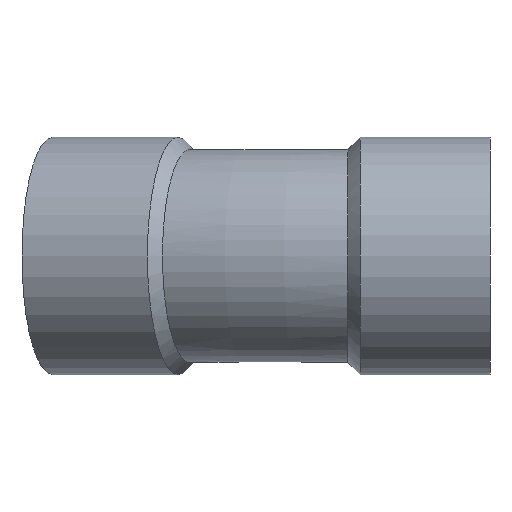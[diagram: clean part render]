
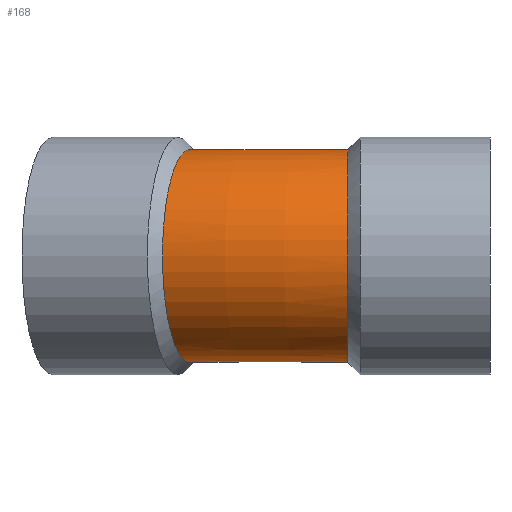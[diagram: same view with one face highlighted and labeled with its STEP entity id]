
A CAD part, left-side view. The second image highlights one B-rep face of the part: STEP entity #168.
In plain terms, the highlighted toroidal (fillet/blend) face has major radius 660.831 mm and minor radius 100 mm.
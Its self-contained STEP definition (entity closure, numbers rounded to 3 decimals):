
#27=TOROIDAL_SURFACE('',#201,660.831,100.);
#30=FACE_OUTER_BOUND('',#42,.T.);
#42=EDGE_LOOP('',(#126,#127,#128,#129,#130,#131));
#57=B_SPLINE_CURVE_WITH_KNOTS('',3,(#286,#287,#288,#289,#290,#291,#292,
#293,#294,#295,#296,#297,#298,#299,#300,#301,#302,#303,#304,#305),
 .UNSPECIFIED.,.F.,.F.,(4,2,2,2,2,2,2,2,2,4),(-63.024,-60.813,
-58.601,-54.692,-50.782,-46.873,
-42.965,-39.062,-35.159,-31.516),
 .UNSPECIFIED.);
#58=B_SPLINE_CURVE_WITH_KNOTS('',3,(#306,#307,#308,#309,#310,#311,#312,
#313,#314,#315,#316,#317,#318,#319,#320,#321,#322,#323,#324,#325),
 .UNSPECIFIED.,.F.,.F.,(4,2,2,2,2,2,2,2,2,4),(-31.516,-31.254,
-27.345,-23.434,-19.525,-15.619,
-11.714,-7.81,-3.906,0.),.UNSPECIFIED.);
#59=B_SPLINE_CURVE_WITH_KNOTS('',3,(#330,#331,#332,#333,#334,#335,#336,
#337,#338,#339,#340,#341,#342,#343,#344,#345,#346,#347,#348,#349),
 .UNSPECIFIED.,.F.,.F.,(4,2,2,2,2,2,2,2,2,4),(-31.515,-31.01,
-27.039,-23.072,-19.102,-15.251,
-11.464,-7.691,-3.883,0.),.UNSPECIFIED.);
#60=B_SPLINE_CURVE_WITH_KNOTS('',3,(#350,#351,#352,#353,#354,#355,#356,
#357,#358,#359,#360,#361,#362,#363,#364,#365,#366,#367,#368,#369),
 .UNSPECIFIED.,.F.,.F.,(4,2,2,2,2,2,2,2,2,4),(-63.023,-60.635,
-58.3,-54.329,-50.358,-46.364,
-42.481,-38.718,-35.001,-31.515),
 .UNSPECIFIED.);
#74=CIRCLE('',#202,560.831);
#86=VERTEX_POINT('',#283);
#87=VERTEX_POINT('',#285);
#88=VERTEX_POINT('',#327);
#89=VERTEX_POINT('',#329);
#101=EDGE_CURVE('',#87,#86,#57,.T.);
#102=EDGE_CURVE('',#86,#87,#58,.T.);
#103=EDGE_CURVE('',#86,#88,#74,.T.);
#104=EDGE_CURVE('',#88,#89,#59,.T.);
#105=EDGE_CURVE('',#89,#88,#60,.T.);
#126=ORIENTED_EDGE('',*,*,#101,.T.);
#127=ORIENTED_EDGE('',*,*,#103,.T.);
#128=ORIENTED_EDGE('',*,*,#104,.T.);
#129=ORIENTED_EDGE('',*,*,#105,.T.);
#130=ORIENTED_EDGE('',*,*,#103,.F.);
#131=ORIENTED_EDGE('',*,*,#102,.T.);
#168=ADVANCED_FACE('',(#30),#27,.T.);
#201=AXIS2_PLACEMENT_3D('',#326,#230,#231);
#202=AXIS2_PLACEMENT_3D('',#328,#232,#233);
#230=DIRECTION('center_axis',(0.,0.,-1.));
#231=DIRECTION('ref_axis',(-1.,0.,0.));
#232=DIRECTION('center_axis',(0.,0.,1.));
#233=DIRECTION('ref_axis',(-1.,0.,0.));
#283=CARTESIAN_POINT('',(116.275,256.127,0.));
#285=CARTESIAN_POINT('',(-76.989,307.701,0.));
#286=CARTESIAN_POINT('Ctrl Pts',(-76.989,307.701,0.));
#287=CARTESIAN_POINT('Ctrl Pts',(-76.989,307.701,-7.373));
#288=CARTESIAN_POINT('Ctrl Pts',(-76.201,307.491,-14.723));
#289=CARTESIAN_POINT('Ctrl Pts',(-73.079,306.657,-29.109));
#290=CARTESIAN_POINT('Ctrl Pts',(-70.755,306.036,-36.1));
#291=CARTESIAN_POINT('Ctrl Pts',(-62.326,303.784,-54.541));
#292=CARTESIAN_POINT('Ctrl Pts',(-54.769,301.766,-65.117));
#293=CARTESIAN_POINT('Ctrl Pts',(-36.16,296.797,-82.677));
#294=CARTESIAN_POINT('Ctrl Pts',(-25.285,293.893,-89.49));
#295=CARTESIAN_POINT('Ctrl Pts',(-1.624,287.576,-98.416));
#296=CARTESIAN_POINT('Ctrl Pts',(10.935,284.224,-100.442));
#297=CARTESIAN_POINT('Ctrl Pts',(36.09,277.511,-99.397));
#298=CARTESIAN_POINT('Ctrl Pts',(48.445,274.215,-96.337));
#299=CARTESIAN_POINT('Ctrl Pts',(71.316,268.114,-85.495));
#300=CARTESIAN_POINT('Ctrl Pts',(81.617,265.367,-77.818));
#301=CARTESIAN_POINT('Ctrl Pts',(98.795,260.787,-58.818));
#302=CARTESIAN_POINT('Ctrl Pts',(105.51,258.997,-47.676));
#303=CARTESIAN_POINT('Ctrl Pts',(114.142,256.696,-24.165));
#304=CARTESIAN_POINT('Ctrl Pts',(116.275,256.127,-12.129));
#305=CARTESIAN_POINT('Ctrl Pts',(116.275,256.127,0.));
#306=CARTESIAN_POINT('Ctrl Pts',(116.275,256.127,0.));
#307=CARTESIAN_POINT('Ctrl Pts',(116.275,256.127,0.872));
#308=CARTESIAN_POINT('Ctrl Pts',(116.264,256.13,1.745));
#309=CARTESIAN_POINT('Ctrl Pts',(115.912,256.224,15.645));
#310=CARTESIAN_POINT('Ctrl Pts',(113.125,256.967,28.479));
#311=CARTESIAN_POINT('Ctrl Pts',(102.948,259.679,52.323));
#312=CARTESIAN_POINT('Ctrl Pts',(95.654,261.624,63.103));
#313=CARTESIAN_POINT('Ctrl Pts',(77.486,266.468,81.155));
#314=CARTESIAN_POINT('Ctrl Pts',(66.787,269.322,88.256));
#315=CARTESIAN_POINT('Ctrl Pts',(43.368,275.569,97.808));
#316=CARTESIAN_POINT('Ctrl Pts',(30.874,278.903,100.171));
#317=CARTESIAN_POINT('Ctrl Pts',(5.721,285.616,99.81));
#318=CARTESIAN_POINT('Ctrl Pts',(-6.699,288.931,97.09));
#319=CARTESIAN_POINT('Ctrl Pts',(-29.832,295.107,86.881));
#320=CARTESIAN_POINT('Ctrl Pts',(-40.324,297.909,79.49));
#321=CARTESIAN_POINT('Ctrl Pts',(-57.985,302.625,60.96));
#322=CARTESIAN_POINT('Ctrl Pts',(-64.985,304.495,49.999));
#323=CARTESIAN_POINT('Ctrl Pts',(-74.533,307.045,25.914));
#324=CARTESIAN_POINT('Ctrl Pts',(-76.989,307.701,13.019));
#325=CARTESIAN_POINT('Ctrl Pts',(-76.989,307.701,0.));
#326=CARTESIAN_POINT('Origin',(660.831,122.,0.));
#327=CARTESIAN_POINT('',(100.116,133.384,0.));
#328=CARTESIAN_POINT('Origin',(660.831,122.,0.));
#329=CARTESIAN_POINT('',(-99.912,133.588,0.));
#330=CARTESIAN_POINT('Ctrl Pts',(100.116,133.384,0.));
#331=CARTESIAN_POINT('Ctrl Pts',(100.116,133.384,-1.679));
#332=CARTESIAN_POINT('Ctrl Pts',(100.073,133.384,-3.359));
#333=CARTESIAN_POINT('Ctrl Pts',(99.321,133.385,-18.259));
#334=CARTESIAN_POINT('Ctrl Pts',(96.035,133.39,-31.216));
#335=CARTESIAN_POINT('Ctrl Pts',(84.615,133.405,-55.083));
#336=CARTESIAN_POINT('Ctrl Pts',(76.6,133.415,-65.76));
#337=CARTESIAN_POINT('Ctrl Pts',(56.871,133.439,-83.385));
#338=CARTESIAN_POINT('Ctrl Pts',(45.35,133.452,-90.156));
#339=CARTESIAN_POINT('Ctrl Pts',(20.714,133.479,-98.691));
#340=CARTESIAN_POINT('Ctrl Pts',(7.886,133.492,-100.52));
#341=CARTESIAN_POINT('Ctrl Pts',(-17.542,133.517,-99.238));
#342=CARTESIAN_POINT('Ctrl Pts',(-29.914,133.529,-96.222));
#343=CARTESIAN_POINT('Ctrl Pts',(-52.841,133.55,-85.768));
#344=CARTESIAN_POINT('Ctrl Pts',(-63.198,133.558,-78.438));
#345=CARTESIAN_POINT('Ctrl Pts',(-80.732,133.573,-60.24));
#346=CARTESIAN_POINT('Ctrl Pts',(-87.719,133.579,-49.506));
#347=CARTESIAN_POINT('Ctrl Pts',(-97.398,133.586,-25.766));
#348=CARTESIAN_POINT('Ctrl Pts',(-99.912,133.588,-12.944));
#349=CARTESIAN_POINT('Ctrl Pts',(-99.912,133.588,0.));
#350=CARTESIAN_POINT('Ctrl Pts',(-99.912,133.588,0.));
#351=CARTESIAN_POINT('Ctrl Pts',(-99.912,133.588,7.958));
#352=CARTESIAN_POINT('Ctrl Pts',(-98.962,133.588,15.888));
#353=CARTESIAN_POINT('Ctrl Pts',(-95.242,133.585,31.186));
#354=CARTESIAN_POINT('Ctrl Pts',(-92.526,133.582,38.511));
#355=CARTESIAN_POINT('Ctrl Pts',(-82.971,133.575,57.237));
#356=CARTESIAN_POINT('Ctrl Pts',(-74.674,133.568,67.716));
#357=CARTESIAN_POINT('Ctrl Pts',(-54.482,133.551,84.834));
#358=CARTESIAN_POINT('Ctrl Pts',(-42.787,133.541,91.303));
#359=CARTESIAN_POINT('Ctrl Pts',(-17.484,133.517,99.338));
#360=CARTESIAN_POINT('Ctrl Pts',(-4.118,133.504,100.794));
#361=CARTESIAN_POINT('Ctrl Pts',(22.031,133.478,98.421));
#362=CARTESIAN_POINT('Ctrl Pts',(34.573,133.464,94.76));
#363=CARTESIAN_POINT('Ctrl Pts',(57.209,133.438,83.047));
#364=CARTESIAN_POINT('Ctrl Pts',(67.166,133.426,75.238));
#365=CARTESIAN_POINT('Ctrl Pts',(83.572,133.406,56.462));
#366=CARTESIAN_POINT('Ctrl Pts',(89.921,133.398,45.697));
#367=CARTESIAN_POINT('Ctrl Pts',(98.098,133.387,23.12));
#368=CARTESIAN_POINT('Ctrl Pts',(100.116,133.384,11.597));
#369=CARTESIAN_POINT('Ctrl Pts',(100.116,133.384,0.));
